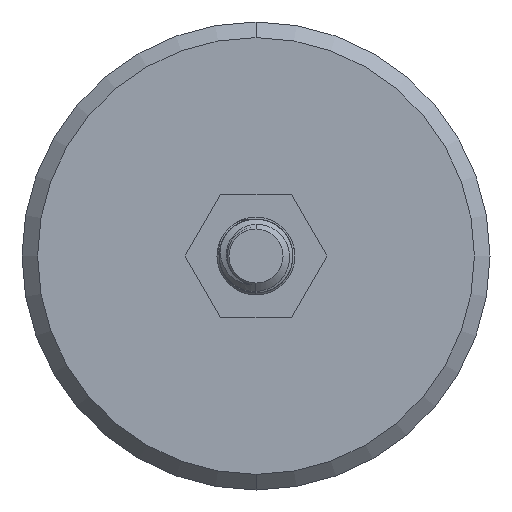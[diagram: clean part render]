
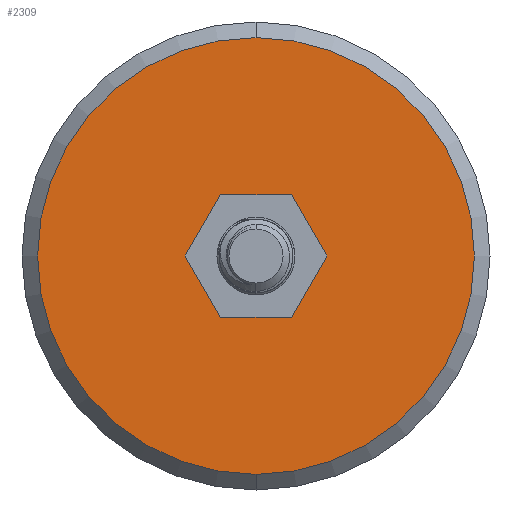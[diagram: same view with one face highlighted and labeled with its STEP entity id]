
A CAD part, front view. The second image highlights one B-rep face of the part: STEP entity #2309.
In plain terms, the highlighted planar face has unit normal (0, -1, 0).
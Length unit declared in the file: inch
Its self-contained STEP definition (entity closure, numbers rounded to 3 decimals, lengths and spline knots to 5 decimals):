
#255 = CARTESIAN_POINT ( 'NONE',  ( 0.11365, 0., 0. ) ) ;
#707 = VECTOR ( 'NONE', #9316, 39.37008 ) ;
#1272 = DIRECTION ( 'NONE',  ( 0., 0., 1. ) ) ;
#1716 = ORIENTED_EDGE ( 'NONE', *, *, #2687, .F. ) ;
#1749 = CARTESIAN_POINT ( 'NONE',  ( -0.11365, 0., 0. ) ) ;
#2309 = ADVANCED_FACE ( 'NONE', ( #4467, #8869 ), #3368, .F. ) ;
#2539 = CIRCLE ( 'NONE', #4641, 0.35 ) ;
#2687 = EDGE_CURVE ( 'NONE', #8313, #3427, #7440, .T. ) ;
#2891 = CARTESIAN_POINT ( 'NONE',  ( 0., 0., 0. ) ) ;
#2933 = CARTESIAN_POINT ( 'NONE',  ( 0.05683, 0., 0.09843 ) ) ;
#3368 = PLANE ( 'NONE',  #9987 ) ;
#3427 = VERTEX_POINT ( 'NONE', #14274 ) ;
#3713 = LINE ( 'NONE', #5838, #7683 ) ;
#3824 = CARTESIAN_POINT ( 'NONE',  ( 0., 0., 0. ) ) ;
#3960 = LINE ( 'NONE', #9386, #707 ) ;
#4467 = FACE_BOUND ( 'NONE', #12898, .T. ) ;
#4606 = DIRECTION ( 'NONE',  ( 0., 1., 0. ) ) ;
#4641 = AXIS2_PLACEMENT_3D ( 'NONE', #3824, #11322, #1272 ) ;
#4726 = CARTESIAN_POINT ( 'NONE',  ( -0.05683, 0., -0.09843 ) ) ;
#4993 = CARTESIAN_POINT ( 'NONE',  ( 0.11365, 0., 0. ) ) ;
#5053 = EDGE_CURVE ( 'NONE', #3427, #5697, #7319, .T. ) ;
#5058 = CARTESIAN_POINT ( 'NONE',  ( 0., 0., 0.35 ) ) ;
#5196 = CARTESIAN_POINT ( 'NONE',  ( 0.05683, 0., -0.09843 ) ) ;
#5317 = VERTEX_POINT ( 'NONE', #10696 ) ;
#5697 = VERTEX_POINT ( 'NONE', #4726 ) ;
#5838 = CARTESIAN_POINT ( 'NONE',  ( -0.05683, 0., -0.09843 ) ) ;
#6022 = VECTOR ( 'NONE', #9759, 39.37008 ) ;
#6218 = DIRECTION ( 'NONE',  ( 0.5, 0., -0.866 ) ) ;
#6320 = LINE ( 'NONE', #4993, #9821 ) ;
#6339 = DIRECTION ( 'NONE',  ( 0., -1., 0. ) ) ;
#6432 = VERTEX_POINT ( 'NONE', #6436 ) ;
#6436 = CARTESIAN_POINT ( 'NONE',  ( 0.05683, 0., 0.09843 ) ) ;
#6510 = ORIENTED_EDGE ( 'NONE', *, *, #6958, .F. ) ;
#6662 = ORIENTED_EDGE ( 'NONE', *, *, #5053, .F. ) ;
#6712 = ORIENTED_EDGE ( 'NONE', *, *, #8336, .F. ) ;
#6958 = EDGE_CURVE ( 'NONE', #6432, #8313, #14100, .T. ) ;
#7319 = LINE ( 'NONE', #1749, #14006 ) ;
#7366 = CARTESIAN_POINT ( 'NONE',  ( -0.05683, 0., 0.09843 ) ) ;
#7440 = LINE ( 'NONE', #7366, #14422 ) ;
#7683 = VECTOR ( 'NONE', #10324, 39.37008 ) ;
#8098 = VERTEX_POINT ( 'NONE', #5058 ) ;
#8159 = VERTEX_POINT ( 'NONE', #5196 ) ;
#8313 = VERTEX_POINT ( 'NONE', #11566 ) ;
#8336 = EDGE_CURVE ( 'NONE', #5697, #8159, #3713, .T. ) ;
#8863 = AXIS2_PLACEMENT_3D ( 'NONE', #2891, #6339, #10748 ) ;
#8869 = FACE_OUTER_BOUND ( 'NONE', #11553, .T. ) ;
#9001 = DIRECTION ( 'NONE',  ( 0., 0., 1. ) ) ;
#9316 = DIRECTION ( 'NONE',  ( 0.5, 0., 0.866 ) ) ;
#9386 = CARTESIAN_POINT ( 'NONE',  ( 0.05683, 0., -0.09843 ) ) ;
#9567 = CIRCLE ( 'NONE', #8863, 0.35 ) ;
#9759 = DIRECTION ( 'NONE',  ( -1., 0., 0. ) ) ;
#9821 = VECTOR ( 'NONE', #14039, 39.37008 ) ;
#9987 = AXIS2_PLACEMENT_3D ( 'NONE', #12255, #4606, #9001 ) ;
#10324 = DIRECTION ( 'NONE',  ( 1., 0., 0. ) ) ;
#10696 = CARTESIAN_POINT ( 'NONE',  ( 0., 0., -0.35 ) ) ;
#10748 = DIRECTION ( 'NONE',  ( 0., 0., 1. ) ) ;
#10851 = EDGE_CURVE ( 'NONE', #5317, #8098, #9567, .T. ) ;
#10955 = EDGE_CURVE ( 'NONE', #8098, #5317, #2539, .T. ) ;
#11053 = DIRECTION ( 'NONE',  ( -0.5, 0., -0.866 ) ) ;
#11277 = EDGE_CURVE ( 'NONE', #13689, #6432, #6320, .T. ) ;
#11322 = DIRECTION ( 'NONE',  ( 0., -1., 0. ) ) ;
#11323 = ORIENTED_EDGE ( 'NONE', *, *, #10955, .T. ) ;
#11553 = EDGE_LOOP ( 'NONE', ( #11323, #12738 ) ) ;
#11566 = CARTESIAN_POINT ( 'NONE',  ( -0.05683, 0., 0.09843 ) ) ;
#12255 = CARTESIAN_POINT ( 'NONE',  ( 0., 0., 0. ) ) ;
#12682 = ORIENTED_EDGE ( 'NONE', *, *, #11277, .F. ) ;
#12738 = ORIENTED_EDGE ( 'NONE', *, *, #10851, .T. ) ;
#12898 = EDGE_LOOP ( 'NONE', ( #6510, #12682, #13423, #6712, #6662, #1716 ) ) ;
#13423 = ORIENTED_EDGE ( 'NONE', *, *, #14227, .F. ) ;
#13689 = VERTEX_POINT ( 'NONE', #255 ) ;
#14006 = VECTOR ( 'NONE', #6218, 39.37008 ) ;
#14039 = DIRECTION ( 'NONE',  ( -0.5, 0., 0.866 ) ) ;
#14100 = LINE ( 'NONE', #2933, #6022 ) ;
#14227 = EDGE_CURVE ( 'NONE', #8159, #13689, #3960, .T. ) ;
#14274 = CARTESIAN_POINT ( 'NONE',  ( -0.11365, 0., 0. ) ) ;
#14422 = VECTOR ( 'NONE', #11053, 39.37008 ) ;
